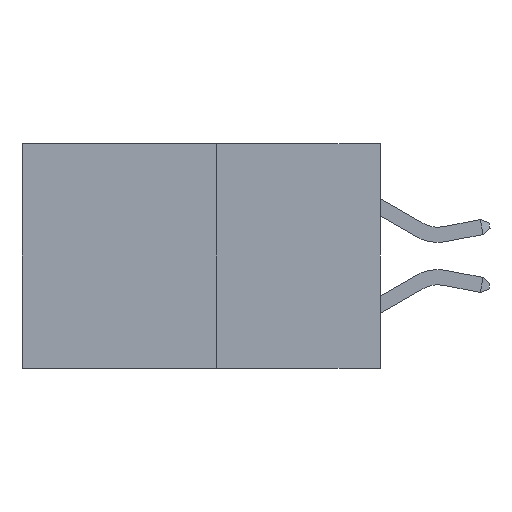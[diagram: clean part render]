
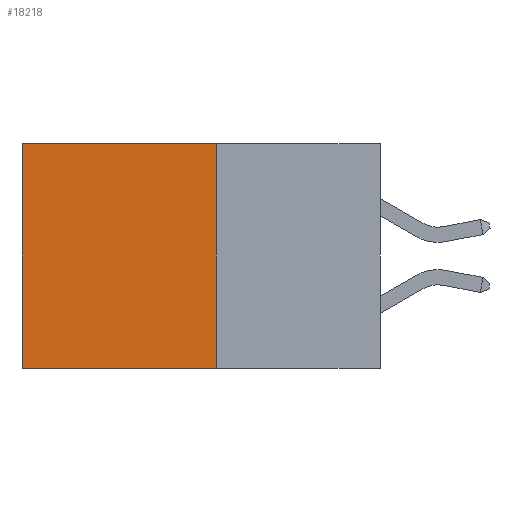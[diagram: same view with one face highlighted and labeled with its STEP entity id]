
A CAD part, left-side view. The second image highlights one B-rep face of the part: STEP entity #18218.
In plain terms, the highlighted planar face has unit normal (-1, 0, 0).
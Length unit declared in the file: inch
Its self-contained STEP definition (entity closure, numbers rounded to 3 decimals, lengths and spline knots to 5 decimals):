
#95 = ORIENTED_EDGE ( 'NONE', *, *, #7808, .T. ) ;
#754 = LINE ( 'NONE', #7215, #12886 ) ;
#1022 = VERTEX_POINT ( 'NONE', #9145 ) ;
#1766 = EDGE_CURVE ( 'NONE', #2728, #10697, #754, .T. ) ;
#2667 = ORIENTED_EDGE ( 'NONE', *, *, #1766, .F. ) ;
#2688 = ORIENTED_EDGE ( 'NONE', *, *, #8628, .T. ) ;
#2728 = VERTEX_POINT ( 'NONE', #15635 ) ;
#2873 = EDGE_CURVE ( 'NONE', #1022, #2728, #13793, .T. ) ;
#3263 = CARTESIAN_POINT ( 'NONE',  ( 0.277, 0.27, -0.37 ) ) ;
#3946 = VECTOR ( 'NONE', #4528, 39.37008 ) ;
#4528 = DIRECTION ( 'NONE',  ( 0., 0., -1. ) ) ;
#5156 = DIRECTION ( 'NONE',  ( 0., 1., 0. ) ) ;
#5294 = CARTESIAN_POINT ( 'NONE',  ( 0.277, 0.27, 0. ) ) ;
#5505 = VECTOR ( 'NONE', #13139, 39.37008 ) ;
#6127 = DIRECTION ( 'NONE',  ( 0., 1., 0. ) ) ;
#7215 = CARTESIAN_POINT ( 'NONE',  ( 0.277, 0.27, -0.37 ) ) ;
#7808 = EDGE_CURVE ( 'NONE', #1022, #18014, #17702, .T. ) ;
#8260 = DIRECTION ( 'NONE',  ( 0., 0., -1. ) ) ;
#8533 = ORIENTED_EDGE ( 'NONE', *, *, #2873, .F. ) ;
#8628 = EDGE_CURVE ( 'NONE', #18014, #10697, #19754, .T. ) ;
#9145 = CARTESIAN_POINT ( 'NONE',  ( 0.277, 0.27, 0. ) ) ;
#9455 = CARTESIAN_POINT ( 'NONE',  ( 0.277, 0.27, -0.37 ) ) ;
#10697 = VERTEX_POINT ( 'NONE', #15051 ) ;
#11072 = CARTESIAN_POINT ( 'NONE',  ( 0.277, 0.59, 0. ) ) ;
#12886 = VECTOR ( 'NONE', #6127, 39.37008 ) ;
#13139 = DIRECTION ( 'NONE',  ( 0., 0., -1. ) ) ;
#13639 = CARTESIAN_POINT ( 'NONE',  ( 0.277, 0.59, -0.37 ) ) ;
#13793 = LINE ( 'NONE', #9455, #5505 ) ;
#15051 = CARTESIAN_POINT ( 'NONE',  ( 0.277, 0.59, -0.37 ) ) ;
#15490 = AXIS2_PLACEMENT_3D ( 'NONE', #3263, #17233, #8260 ) ;
#15635 = CARTESIAN_POINT ( 'NONE',  ( 0.277, 0.27, -0.37 ) ) ;
#15740 = PLANE ( 'NONE',  #15490 ) ;
#16748 = VECTOR ( 'NONE', #5156, 39.37008 ) ;
#17233 = DIRECTION ( 'NONE',  ( 1., 0., 0. ) ) ;
#17702 = LINE ( 'NONE', #5294, #16748 ) ;
#18014 = VERTEX_POINT ( 'NONE', #11072 ) ;
#18218 = ADVANCED_FACE ( 'NONE', ( #19730 ), #15740, .F. ) ;
#18530 = EDGE_LOOP ( 'NONE', ( #2688, #2667, #8533, #95 ) ) ;
#19730 = FACE_OUTER_BOUND ( 'NONE', #18530, .T. ) ;
#19754 = LINE ( 'NONE', #13639, #3946 ) ;
